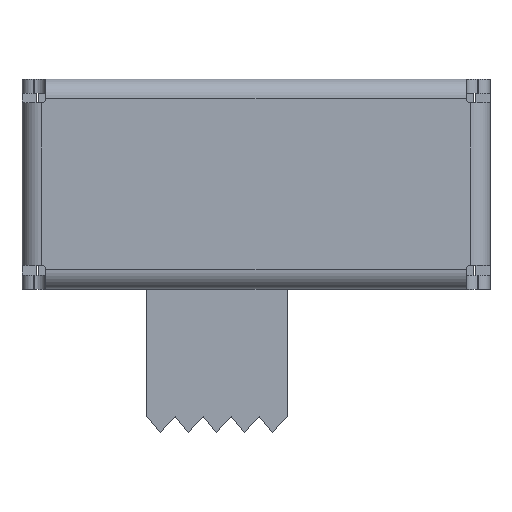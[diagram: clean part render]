
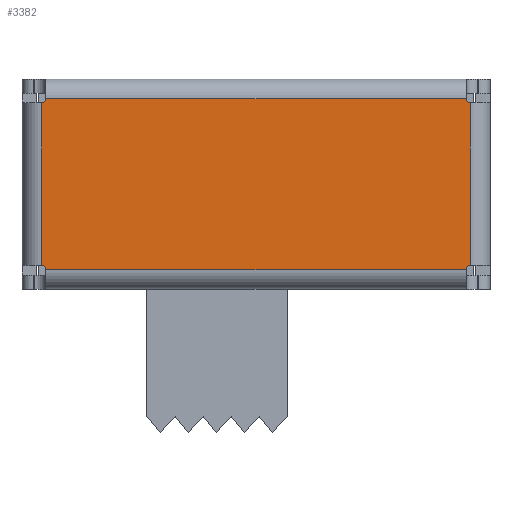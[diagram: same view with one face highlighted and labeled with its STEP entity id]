
A CAD part, top view. The second image highlights one B-rep face of the part: STEP entity #3382.
In plain terms, the highlighted planar face has unit normal (0, 0, 1).
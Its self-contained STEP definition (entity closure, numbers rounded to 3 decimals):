
#835 = VERTEX_POINT('',#836);
#836 = CARTESIAN_POINT('',(7.5,3.05,0.5));
#855 = CYLINDRICAL_SURFACE('',#856,0.7);
#856 = AXIS2_PLACEMENT_3D('',#857,#858,#859);
#857 = CARTESIAN_POINT('',(-7.5,3.05,-0.2));
#858 = DIRECTION('',(1.,0.,0.));
#859 = DIRECTION('',(0.,0.,1.));
#883 = CYLINDRICAL_SURFACE('',#884,0.15);
#884 = AXIS2_PLACEMENT_3D('',#885,#886,#887);
#885 = CARTESIAN_POINT('',(7.65,3.05,0.));
#886 = DIRECTION('',(-0.,-0.,-1.));
#887 = DIRECTION('',(1.,0.,0.));
#1130 = VERTEX_POINT('',#1131);
#1131 = CARTESIAN_POINT('',(-7.5,3.05,0.5));
#1145 = CYLINDRICAL_SURFACE('',#1146,0.15);
#1146 = AXIS2_PLACEMENT_3D('',#1147,#1148,#1149);
#1147 = CARTESIAN_POINT('',(-7.65,3.05,0.));
#1148 = DIRECTION('',(-0.,-0.,-1.));
#1149 = DIRECTION('',(1.,0.,0.));
#2410 = EDGE_CURVE('',#835,#2411,#2413,.T.);
#2411 = VERTEX_POINT('',#2412);
#2412 = CARTESIAN_POINT('',(7.65,2.9,0.5));
#2413 = SURFACE_CURVE('',#2414,(#2419,#2426),.PCURVE_S1.);
#2414 = CIRCLE('',#2415,0.15);
#2415 = AXIS2_PLACEMENT_3D('',#2416,#2417,#2418);
#2416 = CARTESIAN_POINT('',(7.65,3.05,0.5));
#2417 = DIRECTION('',(0.,0.,1.));
#2418 = DIRECTION('',(1.,0.,0.));
#2419 = PCURVE('',#883,#2420);
#2420 = DEFINITIONAL_REPRESENTATION('',(#2421),#2425);
#2421 = LINE('',#2422,#2423);
#2422 = CARTESIAN_POINT('',(-0.,-0.5));
#2423 = VECTOR('',#2424,1.);
#2424 = DIRECTION('',(-1.,0.));
#2425 = ( GEOMETRIC_REPRESENTATION_CONTEXT(2) 
PARAMETRIC_REPRESENTATION_CONTEXT() REPRESENTATION_CONTEXT('2D SPACE',''
  ) );
#2426 = PCURVE('',#2427,#2432);
#2427 = PLANE('',#2428);
#2428 = AXIS2_PLACEMENT_3D('',#2429,#2430,#2431);
#2429 = CARTESIAN_POINT('',(0.,0.,0.5));
#2430 = DIRECTION('',(0.,0.,1.));
#2431 = DIRECTION('',(1.,0.,0.));
#2432 = DEFINITIONAL_REPRESENTATION('',(#2433),#2437);
#2433 = CIRCLE('',#2434,0.15);
#2434 = AXIS2_PLACEMENT_2D('',#2435,#2436);
#2435 = CARTESIAN_POINT('',(7.65,3.05));
#2436 = DIRECTION('',(1.,0.));
#2437 = ( GEOMETRIC_REPRESENTATION_CONTEXT(2) 
PARAMETRIC_REPRESENTATION_CONTEXT() REPRESENTATION_CONTEXT('2D SPACE',''
  ) );
#2495 = EDGE_CURVE('',#1130,#835,#2496,.T.);
#2496 = SURFACE_CURVE('',#2497,(#2501,#2507),.PCURVE_S1.);
#2497 = LINE('',#2498,#2499);
#2498 = CARTESIAN_POINT('',(-7.5,3.05,0.5));
#2499 = VECTOR('',#2500,1.);
#2500 = DIRECTION('',(1.,0.,0.));
#2501 = PCURVE('',#855,#2502);
#2502 = DEFINITIONAL_REPRESENTATION('',(#2503),#2506);
#2503 = B_SPLINE_CURVE_WITH_KNOTS('',1,(#2504,#2505),.UNSPECIFIED.,.F.,
  .F.,(2,2),(0.,15.),.PIECEWISE_BEZIER_KNOTS.);
#2504 = CARTESIAN_POINT('',(0.,0.));
#2505 = CARTESIAN_POINT('',(0.,15.));
#2506 = ( GEOMETRIC_REPRESENTATION_CONTEXT(2) 
PARAMETRIC_REPRESENTATION_CONTEXT() REPRESENTATION_CONTEXT('2D SPACE',''
  ) );
#2507 = PCURVE('',#2427,#2508);
#2508 = DEFINITIONAL_REPRESENTATION('',(#2509),#2513);
#2509 = LINE('',#2510,#2511);
#2510 = CARTESIAN_POINT('',(-7.5,3.05));
#2511 = VECTOR('',#2512,1.);
#2512 = DIRECTION('',(1.,0.));
#2513 = ( GEOMETRIC_REPRESENTATION_CONTEXT(2) 
PARAMETRIC_REPRESENTATION_CONTEXT() REPRESENTATION_CONTEXT('2D SPACE',''
  ) );
#2586 = CYLINDRICAL_SURFACE('',#2587,0.15);
#2587 = AXIS2_PLACEMENT_3D('',#2588,#2589,#2590);
#2588 = CARTESIAN_POINT('',(-7.65,-3.05,0.));
#2589 = DIRECTION('',(-0.,-0.,-1.));
#2590 = DIRECTION('',(1.,0.,0.));
#2642 = CYLINDRICAL_SURFACE('',#2643,0.15);
#2643 = AXIS2_PLACEMENT_3D('',#2644,#2645,#2646);
#2644 = CARTESIAN_POINT('',(7.65,-3.05,0.));
#2645 = DIRECTION('',(-0.,-0.,-1.));
#2646 = DIRECTION('',(1.,0.,0.));
#2685 = VERTEX_POINT('',#2686);
#2686 = CARTESIAN_POINT('',(-7.65,2.9,0.5));
#2712 = EDGE_CURVE('',#2685,#1130,#2713,.T.);
#2713 = SURFACE_CURVE('',#2714,(#2719,#2726),.PCURVE_S1.);
#2714 = CIRCLE('',#2715,0.15);
#2715 = AXIS2_PLACEMENT_3D('',#2716,#2717,#2718);
#2716 = CARTESIAN_POINT('',(-7.65,3.05,0.5));
#2717 = DIRECTION('',(0.,0.,1.));
#2718 = DIRECTION('',(1.,0.,0.));
#2719 = PCURVE('',#1145,#2720);
#2720 = DEFINITIONAL_REPRESENTATION('',(#2721),#2725);
#2721 = LINE('',#2722,#2723);
#2722 = CARTESIAN_POINT('',(-0.,-0.5));
#2723 = VECTOR('',#2724,1.);
#2724 = DIRECTION('',(-1.,0.));
#2725 = ( GEOMETRIC_REPRESENTATION_CONTEXT(2) 
PARAMETRIC_REPRESENTATION_CONTEXT() REPRESENTATION_CONTEXT('2D SPACE',''
  ) );
#2726 = PCURVE('',#2427,#2727);
#2727 = DEFINITIONAL_REPRESENTATION('',(#2728),#2732);
#2728 = CIRCLE('',#2729,0.15);
#2729 = AXIS2_PLACEMENT_2D('',#2730,#2731);
#2730 = CARTESIAN_POINT('',(-7.65,3.05));
#2731 = DIRECTION('',(1.,0.));
#2732 = ( GEOMETRIC_REPRESENTATION_CONTEXT(2) 
PARAMETRIC_REPRESENTATION_CONTEXT() REPRESENTATION_CONTEXT('2D SPACE',''
  ) );
#3291 = CYLINDRICAL_SURFACE('',#3292,0.7);
#3292 = AXIS2_PLACEMENT_3D('',#3293,#3294,#3295);
#3293 = CARTESIAN_POINT('',(7.65,2.9,-0.2));
#3294 = DIRECTION('',(0.,-1.,0.));
#3295 = DIRECTION('',(0.,0.,1.));
#3382 = ADVANCED_FACE('',(#3383),#2427,.T.);
#3383 = FACE_BOUND('',#3384,.T.);
#3384 = EDGE_LOOP('',(#3385,#3386,#3413,#3437,#3464,#3488,#3508,#3509));
#3385 = ORIENTED_EDGE('',*,*,#2712,.F.);
#3386 = ORIENTED_EDGE('',*,*,#3387,.T.);
#3387 = EDGE_CURVE('',#2685,#3388,#3390,.T.);
#3388 = VERTEX_POINT('',#3389);
#3389 = CARTESIAN_POINT('',(-7.65,-2.9,0.5));
#3390 = SURFACE_CURVE('',#3391,(#3395,#3402),.PCURVE_S1.);
#3391 = LINE('',#3392,#3393);
#3392 = CARTESIAN_POINT('',(-7.65,2.9,0.5));
#3393 = VECTOR('',#3394,1.);
#3394 = DIRECTION('',(0.,-1.,0.));
#3395 = PCURVE('',#2427,#3396);
#3396 = DEFINITIONAL_REPRESENTATION('',(#3397),#3401);
#3397 = LINE('',#3398,#3399);
#3398 = CARTESIAN_POINT('',(-7.65,2.9));
#3399 = VECTOR('',#3400,1.);
#3400 = DIRECTION('',(0.,-1.));
#3401 = ( GEOMETRIC_REPRESENTATION_CONTEXT(2) 
PARAMETRIC_REPRESENTATION_CONTEXT() REPRESENTATION_CONTEXT('2D SPACE',''
  ) );
#3402 = PCURVE('',#3403,#3408);
#3403 = CYLINDRICAL_SURFACE('',#3404,0.7);
#3404 = AXIS2_PLACEMENT_3D('',#3405,#3406,#3407);
#3405 = CARTESIAN_POINT('',(-7.65,2.9,-0.2));
#3406 = DIRECTION('',(0.,-1.,0.));
#3407 = DIRECTION('',(0.,0.,1.));
#3408 = DEFINITIONAL_REPRESENTATION('',(#3409),#3412);
#3409 = B_SPLINE_CURVE_WITH_KNOTS('',1,(#3410,#3411),.UNSPECIFIED.,.F.,
  .F.,(2,2),(0.,5.8),.PIECEWISE_BEZIER_KNOTS.);
#3410 = CARTESIAN_POINT('',(0.,0.));
#3411 = CARTESIAN_POINT('',(0.,5.8));
#3412 = ( GEOMETRIC_REPRESENTATION_CONTEXT(2) 
PARAMETRIC_REPRESENTATION_CONTEXT() REPRESENTATION_CONTEXT('2D SPACE',''
  ) );
#3413 = ORIENTED_EDGE('',*,*,#3414,.F.);
#3414 = EDGE_CURVE('',#3415,#3388,#3417,.T.);
#3415 = VERTEX_POINT('',#3416);
#3416 = CARTESIAN_POINT('',(-7.5,-3.05,0.5));
#3417 = SURFACE_CURVE('',#3418,(#3423,#3430),.PCURVE_S1.);
#3418 = CIRCLE('',#3419,0.15);
#3419 = AXIS2_PLACEMENT_3D('',#3420,#3421,#3422);
#3420 = CARTESIAN_POINT('',(-7.65,-3.05,0.5));
#3421 = DIRECTION('',(0.,0.,1.));
#3422 = DIRECTION('',(1.,0.,0.));
#3423 = PCURVE('',#2427,#3424);
#3424 = DEFINITIONAL_REPRESENTATION('',(#3425),#3429);
#3425 = CIRCLE('',#3426,0.15);
#3426 = AXIS2_PLACEMENT_2D('',#3427,#3428);
#3427 = CARTESIAN_POINT('',(-7.65,-3.05));
#3428 = DIRECTION('',(1.,0.));
#3429 = ( GEOMETRIC_REPRESENTATION_CONTEXT(2) 
PARAMETRIC_REPRESENTATION_CONTEXT() REPRESENTATION_CONTEXT('2D SPACE',''
  ) );
#3430 = PCURVE('',#2586,#3431);
#3431 = DEFINITIONAL_REPRESENTATION('',(#3432),#3436);
#3432 = LINE('',#3433,#3434);
#3433 = CARTESIAN_POINT('',(-0.,-0.5));
#3434 = VECTOR('',#3435,1.);
#3435 = DIRECTION('',(-1.,0.));
#3436 = ( GEOMETRIC_REPRESENTATION_CONTEXT(2) 
PARAMETRIC_REPRESENTATION_CONTEXT() REPRESENTATION_CONTEXT('2D SPACE',''
  ) );
#3437 = ORIENTED_EDGE('',*,*,#3438,.F.);
#3438 = EDGE_CURVE('',#3439,#3415,#3441,.T.);
#3439 = VERTEX_POINT('',#3440);
#3440 = CARTESIAN_POINT('',(7.5,-3.05,0.5));
#3441 = SURFACE_CURVE('',#3442,(#3446,#3453),.PCURVE_S1.);
#3442 = LINE('',#3443,#3444);
#3443 = CARTESIAN_POINT('',(7.5,-3.05,0.5));
#3444 = VECTOR('',#3445,1.);
#3445 = DIRECTION('',(-1.,0.,0.));
#3446 = PCURVE('',#2427,#3447);
#3447 = DEFINITIONAL_REPRESENTATION('',(#3448),#3452);
#3448 = LINE('',#3449,#3450);
#3449 = CARTESIAN_POINT('',(7.5,-3.05));
#3450 = VECTOR('',#3451,1.);
#3451 = DIRECTION('',(-1.,0.));
#3452 = ( GEOMETRIC_REPRESENTATION_CONTEXT(2) 
PARAMETRIC_REPRESENTATION_CONTEXT() REPRESENTATION_CONTEXT('2D SPACE',''
  ) );
#3453 = PCURVE('',#3454,#3459);
#3454 = CYLINDRICAL_SURFACE('',#3455,0.7);
#3455 = AXIS2_PLACEMENT_3D('',#3456,#3457,#3458);
#3456 = CARTESIAN_POINT('',(7.5,-3.05,-0.2));
#3457 = DIRECTION('',(-1.,0.,0.));
#3458 = DIRECTION('',(0.,0.,1.));
#3459 = DEFINITIONAL_REPRESENTATION('',(#3460),#3463);
#3460 = B_SPLINE_CURVE_WITH_KNOTS('',1,(#3461,#3462),.UNSPECIFIED.,.F.,
  .F.,(2,2),(0.,15.),.PIECEWISE_BEZIER_KNOTS.);
#3461 = CARTESIAN_POINT('',(0.,0.));
#3462 = CARTESIAN_POINT('',(0.,15.));
#3463 = ( GEOMETRIC_REPRESENTATION_CONTEXT(2) 
PARAMETRIC_REPRESENTATION_CONTEXT() REPRESENTATION_CONTEXT('2D SPACE',''
  ) );
#3464 = ORIENTED_EDGE('',*,*,#3465,.F.);
#3465 = EDGE_CURVE('',#3466,#3439,#3468,.T.);
#3466 = VERTEX_POINT('',#3467);
#3467 = CARTESIAN_POINT('',(7.65,-2.9,0.5));
#3468 = SURFACE_CURVE('',#3469,(#3474,#3481),.PCURVE_S1.);
#3469 = CIRCLE('',#3470,0.15);
#3470 = AXIS2_PLACEMENT_3D('',#3471,#3472,#3473);
#3471 = CARTESIAN_POINT('',(7.65,-3.05,0.5));
#3472 = DIRECTION('',(0.,0.,1.));
#3473 = DIRECTION('',(1.,0.,0.));
#3474 = PCURVE('',#2427,#3475);
#3475 = DEFINITIONAL_REPRESENTATION('',(#3476),#3480);
#3476 = CIRCLE('',#3477,0.15);
#3477 = AXIS2_PLACEMENT_2D('',#3478,#3479);
#3478 = CARTESIAN_POINT('',(7.65,-3.05));
#3479 = DIRECTION('',(1.,0.));
#3480 = ( GEOMETRIC_REPRESENTATION_CONTEXT(2) 
PARAMETRIC_REPRESENTATION_CONTEXT() REPRESENTATION_CONTEXT('2D SPACE',''
  ) );
#3481 = PCURVE('',#2642,#3482);
#3482 = DEFINITIONAL_REPRESENTATION('',(#3483),#3487);
#3483 = LINE('',#3484,#3485);
#3484 = CARTESIAN_POINT('',(-0.,-0.5));
#3485 = VECTOR('',#3486,1.);
#3486 = DIRECTION('',(-1.,0.));
#3487 = ( GEOMETRIC_REPRESENTATION_CONTEXT(2) 
PARAMETRIC_REPRESENTATION_CONTEXT() REPRESENTATION_CONTEXT('2D SPACE',''
  ) );
#3488 = ORIENTED_EDGE('',*,*,#3489,.F.);
#3489 = EDGE_CURVE('',#2411,#3466,#3490,.T.);
#3490 = SURFACE_CURVE('',#3491,(#3495,#3502),.PCURVE_S1.);
#3491 = LINE('',#3492,#3493);
#3492 = CARTESIAN_POINT('',(7.65,2.9,0.5));
#3493 = VECTOR('',#3494,1.);
#3494 = DIRECTION('',(0.,-1.,0.));
#3495 = PCURVE('',#2427,#3496);
#3496 = DEFINITIONAL_REPRESENTATION('',(#3497),#3501);
#3497 = LINE('',#3498,#3499);
#3498 = CARTESIAN_POINT('',(7.65,2.9));
#3499 = VECTOR('',#3500,1.);
#3500 = DIRECTION('',(0.,-1.));
#3501 = ( GEOMETRIC_REPRESENTATION_CONTEXT(2) 
PARAMETRIC_REPRESENTATION_CONTEXT() REPRESENTATION_CONTEXT('2D SPACE',''
  ) );
#3502 = PCURVE('',#3291,#3503);
#3503 = DEFINITIONAL_REPRESENTATION('',(#3504),#3507);
#3504 = B_SPLINE_CURVE_WITH_KNOTS('',1,(#3505,#3506),.UNSPECIFIED.,.F.,
  .F.,(2,2),(0.,5.8),.PIECEWISE_BEZIER_KNOTS.);
#3505 = CARTESIAN_POINT('',(0.,0.));
#3506 = CARTESIAN_POINT('',(0.,5.8));
#3507 = ( GEOMETRIC_REPRESENTATION_CONTEXT(2) 
PARAMETRIC_REPRESENTATION_CONTEXT() REPRESENTATION_CONTEXT('2D SPACE',''
  ) );
#3508 = ORIENTED_EDGE('',*,*,#2410,.F.);
#3509 = ORIENTED_EDGE('',*,*,#2495,.F.);
